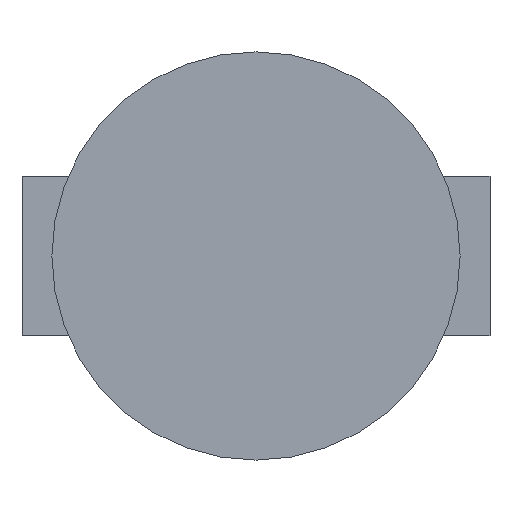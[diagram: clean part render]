
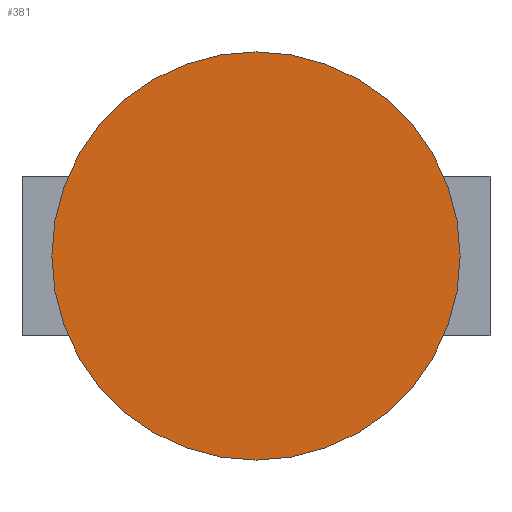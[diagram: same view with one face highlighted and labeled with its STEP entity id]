
A CAD part, top view. The second image highlights one B-rep face of the part: STEP entity #381.
In plain terms, the highlighted planar face has unit normal (0, 0, 1).
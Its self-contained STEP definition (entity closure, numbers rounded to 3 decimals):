
#105 = VERTEX_POINT('',#106);
#106 = CARTESIAN_POINT('',(-41.,0.,146.));
#114 = EDGE_CURVE('',#105,#105,#115,.T.);
#115 = CIRCLE('',#116,41.);
#116 = AXIS2_PLACEMENT_3D('',#117,#118,#119);
#117 = CARTESIAN_POINT('',(0.,0.,146.));
#118 = DIRECTION('',(0.,0.,1.));
#119 = DIRECTION('',(-1.,0.,0.));
#381 = ADVANCED_FACE('',(#382),#385,.T.);
#382 = FACE_BOUND('',#383,.F.);
#383 = EDGE_LOOP('',(#384));
#384 = ORIENTED_EDGE('',*,*,#114,.F.);
#385 = PLANE('',#386);
#386 = AXIS2_PLACEMENT_3D('',#387,#388,#389);
#387 = CARTESIAN_POINT('',(0.,0.,146.));
#388 = DIRECTION('',(0.,0.,1.));
#389 = DIRECTION('',(-1.,-0.,-0.));
